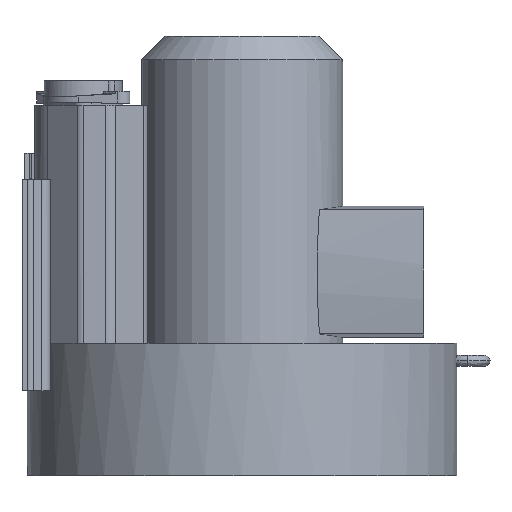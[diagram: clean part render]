
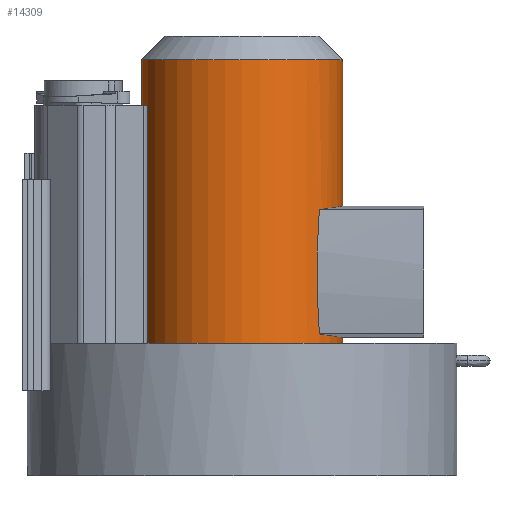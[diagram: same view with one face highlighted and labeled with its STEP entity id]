
A CAD part, front view. The second image highlights one B-rep face of the part: STEP entity #14309.
In plain terms, the highlighted cylindrical face has radius 85.7 mm (diameter 171.4 mm), a partial arc.
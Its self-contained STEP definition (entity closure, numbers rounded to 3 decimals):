
#270 = ORIENTED_EDGE ( 'NONE', *, *, #13456, .F. ) ;
#345 = CARTESIAN_POINT ( 'NONE',  ( 68.543, -51.456, 204.237 ) ) ;
#390 = CARTESIAN_POINT ( 'NONE',  ( -85.7, 0., 90. ) ) ;
#498 = CARTESIAN_POINT ( 'NONE',  ( 84.167, -16.304, 206.479 ) ) ;
#575 = VECTOR ( 'NONE', #4243, 1000. ) ;
#621 = CARTESIAN_POINT ( 'NONE',  ( 85.577, -4.737, 95.042 ) ) ;
#986 = LINE ( 'NONE', #6707, #9360 ) ;
#1452 = CARTESIAN_POINT ( 'NONE',  ( 77.715, -36.424, 205.463 ) ) ;
#1521 = ORIENTED_EDGE ( 'NONE', *, *, #12495, .F. ) ;
#1530 = CARTESIAN_POINT ( 'NONE',  ( 71.278, -47.596, 204.585 ) ) ;
#1609 = CARTESIAN_POINT ( 'NONE',  ( 85.315, -9.367, 206.689 ) ) ;
#1684 = CARTESIAN_POINT ( 'NONE',  ( 74.395, -42.607, 205. ) ) ;
#1729 = CARTESIAN_POINT ( 'NONE',  ( 85.7, 0., 90. ) ) ;
#1733 = CARTESIAN_POINT ( 'NONE',  ( 70.694, -48.672, 97.298 ) ) ;
#2044 = CARTESIAN_POINT ( 'NONE',  ( 79.006, -33.226, 96.141 ) ) ;
#2216 = EDGE_CURVE ( 'NONE', #10166, #14689, #9277, .T. ) ;
#2238 = CARTESIAN_POINT ( 'NONE',  ( 67.821, -52.391, 204.148 ) ) ;
#2357 = FACE_OUTER_BOUND ( 'NONE', #9744, .T. ) ;
#2439 = CARTESIAN_POINT ( 'NONE',  ( 85.7, 0., 94.993 ) ) ;
#2450 = DIRECTION ( 'NONE',  ( 1., 0., 0. ) ) ;
#3003 = CARTESIAN_POINT ( 'NONE',  ( 79.457, -32.132, 96.074 ) ) ;
#3026 = CIRCLE ( 'NONE', #15707, 85.7 ) ;
#3243 = CARTESIAN_POINT ( 'NONE',  ( 76.563, -38.575, 96.497 ) ) ;
#3637 = CARTESIAN_POINT ( 'NONE',  ( 85.7, 0., 94.993 ) ) ;
#3837 = CARTESIAN_POINT ( 'NONE',  ( 83.689, -18.607, 206.396 ) ) ;
#3967 = EDGE_CURVE ( 'NONE', #14689, #14500, #3026, .T. ) ;
#4077 = CARTESIAN_POINT ( 'NONE',  ( 81.482, -26.58, 206.037 ) ) ;
#4243 = DIRECTION ( 'NONE',  ( 0., 0., 1. ) ) ;
#4265 = CARTESIAN_POINT ( 'NONE',  ( 85.7, -1.181, 95.001 ) ) ;
#4315 = LINE ( 'NONE', #12908, #575 ) ;
#4368 = CARTESIAN_POINT ( 'NONE',  ( 0., 0., 90. ) ) ;
#4598 = AXIS2_PLACEMENT_3D ( 'NONE', #4368, #14961, #8928 ) ;
#4882 = CARTESIAN_POINT ( 'NONE',  ( 0., 0., 90. ) ) ;
#5095 = CARTESIAN_POINT ( 'NONE',  ( 85.7, -4.703, 206.776 ) ) ;
#5330 = CARTESIAN_POINT ( 'NONE',  ( 73.201, -44.628, 204.838 ) ) ;
#5371 = CIRCLE ( 'NONE', #4598, 85.7 ) ;
#5459 = CARTESIAN_POINT ( 'NONE',  ( 85.7, 0., 90. ) ) ;
#5553 = LINE ( 'NONE', #10408, #12792 ) ;
#5693 = CARTESIAN_POINT ( 'NONE',  ( 82.623, -23.24, 95.585 ) ) ;
#5724 = VERTEX_POINT ( 'NONE', #390 ) ;
#5865 = EDGE_CURVE ( 'NONE', #8375, #14750, #986, .T. ) ;
#6162 = CYLINDRICAL_SURFACE ( 'NONE', #7668, 85.7 ) ;
#6288 = CARTESIAN_POINT ( 'NONE',  ( 69.246, -50.506, 204.325 ) ) ;
#6652 = CARTESIAN_POINT ( 'NONE',  ( 84.92, -11.772, 95.183 ) ) ;
#6707 = CARTESIAN_POINT ( 'NONE',  ( 67.821, -52.391, 220.75 ) ) ;
#7462 = ORIENTED_EDGE ( 'NONE', *, *, #8083, .F. ) ;
#7644 = CARTESIAN_POINT ( 'NONE',  ( 70.613, -48.576, 204.499 ) ) ;
#7668 = AXIS2_PLACEMENT_3D ( 'NONE', #4882, #15608, #12057 ) ;
#7720 = CARTESIAN_POINT ( 'NONE',  ( 82.824, -22.045, 206.253 ) ) ;
#7845 = CARTESIAN_POINT ( 'NONE',  ( 80.72, -28.813, 95.882 ) ) ;
#7920 = CARTESIAN_POINT ( 'NONE',  ( 77.59, -36.466, 96.35 ) ) ;
#8083 = EDGE_CURVE ( 'NONE', #14750, #14314, #12679, .T. ) ;
#8375 = VERTEX_POINT ( 'NONE', #2238 ) ;
#8757 = CARTESIAN_POINT ( 'NONE',  ( 79.584, -32.14, 205.741 ) ) ;
#8928 = DIRECTION ( 'NONE',  ( 1., 0., 0. ) ) ;
#9277 = LINE ( 'NONE', #5459, #13008 ) ;
#9347 = CARTESIAN_POINT ( 'NONE',  ( 85.211, -9.442, 95.126 ) ) ;
#9360 = VECTOR ( 'NONE', #11557, 1000. ) ;
#9744 = EDGE_LOOP ( 'NONE', ( #13439, #1521, #14809, #7462, #13048, #270, #13952, #15065 ) ) ;
#10166 = VERTEX_POINT ( 'NONE', #10259 ) ;
#10247 = EDGE_CURVE ( 'NONE', #5724, #14500, #5553, .T. ) ;
#10259 = CARTESIAN_POINT ( 'NONE',  ( 85.7, 0., 206.807 ) ) ;
#10308 = CARTESIAN_POINT ( 'NONE',  ( 85.676, -2.366, 95.012 ) ) ;
#10408 = CARTESIAN_POINT ( 'NONE',  ( -85.7, 0., 90. ) ) ;
#10544 = CARTESIAN_POINT ( 'NONE',  ( 83.766, -18.701, 95.394 ) ) ;
#10679 = CARTESIAN_POINT ( 'NONE',  ( 85.7, 0., 331.5 ) ) ;
#11000 = CARTESIAN_POINT ( 'NONE',  ( 67.821, -52.391, 97.652 ) ) ;
#11149 = CARTESIAN_POINT ( 'NONE',  ( 67.821, -52.391, 204.148 ) ) ;
#11557 = DIRECTION ( 'NONE',  ( 0., 0., -1. ) ) ;
#11736 = CARTESIAN_POINT ( 'NONE',  ( 80.315, -29.923, 95.944 ) ) ;
#12057 = DIRECTION ( 'NONE',  ( 1., 0., 0. ) ) ;
#12343 = CARTESIAN_POINT ( 'NONE',  ( 85.7, 0., 206.807 ) ) ;
#12495 = EDGE_CURVE ( 'NONE', #12980, #5724, #5371, .T. ) ;
#12529 = B_SPLINE_CURVE_WITH_KNOTS ( 'NONE', 3,
 ( #12343, #5095, #1609, #498, #3837, #7720, #14938, #12579, #4077, #8757, #1452, #1684, #5330, #1530, #7644, #6288, #345, #11149 ),
 .UNSPECIFIED., .F., .F.,
 ( 4, 2, 2, 2, 2, 2, 2, 2, 4 ),
 ( 0.063, 0.077, 0.084, 0.088, 0.091, 0.105, 0.112, 0.116, 0.119 ),
 .UNSPECIFIED. ) ;
#12579 = CARTESIAN_POINT ( 'NONE',  ( 81.84, -25.457, 206.094 ) ) ;
#12679 = B_SPLINE_CURVE_WITH_KNOTS ( 'NONE', 3,
 ( #15138, #1733, #14118, #3243, #7920, #2044, #3003, #11736, #7845, #5693, #10544, #6652, #9347, #14196, #621, #10308, #4265, #3637 ),
 .UNSPECIFIED., .F., .F.,
 ( 4, 2, 2, 2, 2, 2, 2, 2, 4 ),
 ( 0.005, 0.019, 0.026, 0.029, 0.033, 0.047, 0.054, 0.057, 0.061 ),
 .UNSPECIFIED. ) ;
#12792 = VECTOR ( 'NONE', #14140, 1000. ) ;
#12908 = CARTESIAN_POINT ( 'NONE',  ( 85.7, 0., 90. ) ) ;
#12980 = VERTEX_POINT ( 'NONE', #1729 ) ;
#13008 = VECTOR ( 'NONE', #14200, 1000. ) ;
#13048 = ORIENTED_EDGE ( 'NONE', *, *, #5865, .F. ) ;
#13168 = CARTESIAN_POINT ( 'NONE',  ( 0., 0., 331.5 ) ) ;
#13268 = EDGE_CURVE ( 'NONE', #12980, #14314, #4315, .T. ) ;
#13439 = ORIENTED_EDGE ( 'NONE', *, *, #10247, .F. ) ;
#13456 = EDGE_CURVE ( 'NONE', #10166, #8375, #12529, .T. ) ;
#13952 = ORIENTED_EDGE ( 'NONE', *, *, #2216, .T. ) ;
#14118 = CARTESIAN_POINT ( 'NONE',  ( 73.237, -44.752, 96.961 ) ) ;
#14140 = DIRECTION ( 'NONE',  ( 0., 0., 1. ) ) ;
#14196 = CARTESIAN_POINT ( 'NONE',  ( 85.504, -5.917, 95.061 ) ) ;
#14200 = DIRECTION ( 'NONE',  ( 0., 0., 1. ) ) ;
#14309 = ADVANCED_FACE ( 'NONE', ( #2357 ), #6162, .T. ) ;
#14314 = VERTEX_POINT ( 'NONE', #2439 ) ;
#14364 = DIRECTION ( 'NONE',  ( 0., 0., -1. ) ) ;
#14500 = VERTEX_POINT ( 'NONE', #14887 ) ;
#14689 = VERTEX_POINT ( 'NONE', #10679 ) ;
#14750 = VERTEX_POINT ( 'NONE', #11000 ) ;
#14809 = ORIENTED_EDGE ( 'NONE', *, *, #13268, .T. ) ;
#14887 = CARTESIAN_POINT ( 'NONE',  ( -85.7, 0., 331.5 ) ) ;
#14938 = CARTESIAN_POINT ( 'NONE',  ( 82.511, -23.191, 206.201 ) ) ;
#14961 = DIRECTION ( 'NONE',  ( 0., 0., -1. ) ) ;
#15065 = ORIENTED_EDGE ( 'NONE', *, *, #3967, .T. ) ;
#15138 = CARTESIAN_POINT ( 'NONE',  ( 67.821, -52.391, 97.652 ) ) ;
#15608 = DIRECTION ( 'NONE',  ( 0., 0., 1. ) ) ;
#15707 = AXIS2_PLACEMENT_3D ( 'NONE', #13168, #14364, #2450 ) ;
